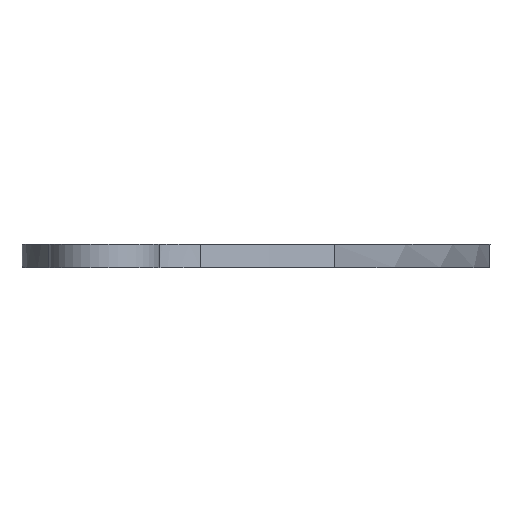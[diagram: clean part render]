
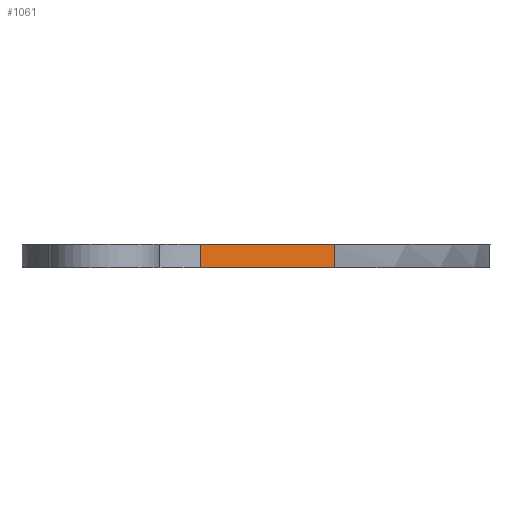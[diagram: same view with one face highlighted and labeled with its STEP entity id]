
A CAD part, left-side view. The second image highlights one B-rep face of the part: STEP entity #1061.
In plain terms, the highlighted free-form (B-spline) face has degree [3, 1] with [12, 2] control points.
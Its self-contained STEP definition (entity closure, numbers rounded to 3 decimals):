
#30=B_SPLINE_SURFACE_WITH_KNOTS('',3,1,((#3585,#3586),(#3587,#3588),(#3589,
#3590),(#3591,#3592),(#3593,#3594),(#3595,#3596),(#3597,#3598),(#3599,#3600),
(#3601,#3602),(#3603,#3604),(#3605,#3606),(#3607,#3608)),.UNSPECIFIED.,
 .F.,.F.,.F.,(4,1,1,1,1,1,1,1,1,4),(2,2),(0.,1.917,3.834,
7.667,11.334,15.,16.212,17.423,
18.325,19.227),(0.,1.081),.UNSPECIFIED.);
#80=B_SPLINE_CURVE_WITH_KNOTS('',3,(#1936,#1937,#1938,#1939,#1940,#1941),
 .UNSPECIFIED.,.F.,.F.,(4,1,1,4),(-12.523,-12.416,-11.488,
-9.311),.UNSPECIFIED.);
#96=B_SPLINE_CURVE_WITH_KNOTS('',3,(#2787,#2788,#2789,#2790,#2791,#2792),
 .UNSPECIFIED.,.F.,.F.,(4,1,1,4),(-8.626,-5.158,-3.679,
-3.508),.UNSPECIFIED.);
#170=FACE_OUTER_BOUND('',#240,.T.);
#240=EDGE_LOOP('',(#973,#974,#975,#976));
#300=LINE('',#3436,#375);
#305=LINE('',#3501,#380);
#375=VECTOR('',#1252,10.);
#380=VECTOR('',#1257,10.);
#449=VERTEX_POINT('',#1819);
#450=VERTEX_POINT('',#1935);
#494=VERTEX_POINT('',#2770);
#495=VERTEX_POINT('',#2786);
#559=EDGE_CURVE('',#450,#449,#80,.T.);
#613=EDGE_CURVE('',#495,#494,#96,.T.);
#660=EDGE_CURVE('',#494,#450,#300,.T.);
#665=EDGE_CURVE('',#449,#495,#305,.T.);
#973=ORIENTED_EDGE('',*,*,#660,.T.);
#974=ORIENTED_EDGE('',*,*,#559,.T.);
#975=ORIENTED_EDGE('',*,*,#665,.T.);
#976=ORIENTED_EDGE('',*,*,#613,.T.);
#1061=ADVANCED_FACE('',(#170),#30,.T.);
#1252=DIRECTION('',(0.,0.,-1.));
#1257=DIRECTION('',(0.,0.,1.));
#1819=CARTESIAN_POINT('',(92.086,56.255,0.));
#1935=CARTESIAN_POINT('',(70.883,92.557,0.));
#1936=CARTESIAN_POINT('Ctrl Pts',(70.883,92.557,0.));
#1937=CARTESIAN_POINT('Ctrl Pts',(71.152,92.108,0.));
#1938=CARTESIAN_POINT('Ctrl Pts',(73.68,87.791,0.));
#1939=CARTESIAN_POINT('Ctrl Pts',(79.978,76.243,0.));
#1940=CARTESIAN_POINT('Ctrl Pts',(86.364,63.8,0.));
#1941=CARTESIAN_POINT('Ctrl Pts',(92.086,56.255,0.));
#2770=CARTESIAN_POINT('',(70.883,92.557,6.3));
#2786=CARTESIAN_POINT('',(92.086,56.255,6.3));
#2787=CARTESIAN_POINT('Ctrl Pts',(92.086,56.255,6.3));
#2788=CARTESIAN_POINT('Ctrl Pts',(86.364,63.8,6.3));
#2789=CARTESIAN_POINT('Ctrl Pts',(79.978,76.243,6.3));
#2790=CARTESIAN_POINT('Ctrl Pts',(73.68,87.791,6.3));
#2791=CARTESIAN_POINT('Ctrl Pts',(71.152,92.108,6.3));
#2792=CARTESIAN_POINT('Ctrl Pts',(70.883,92.557,6.3));
#3436=CARTESIAN_POINT('',(70.883,92.557,6.3));
#3501=CARTESIAN_POINT('',(92.086,56.255,6.3));
#3585=CARTESIAN_POINT('Ctrl Pts',(199.023,2.631,7.656));
#3586=CARTESIAN_POINT('Ctrl Pts',(199.023,2.631,-3.159));
#3587=CARTESIAN_POINT('Ctrl Pts',(193.159,1.671,7.656));
#3588=CARTESIAN_POINT('Ctrl Pts',(193.159,1.671,-3.159));
#3589=CARTESIAN_POINT('Ctrl Pts',(179.917,6.799,7.656));
#3590=CARTESIAN_POINT('Ctrl Pts',(179.917,6.799,-3.159));
#3591=CARTESIAN_POINT('Ctrl Pts',(156.362,14.75,7.656));
#3592=CARTESIAN_POINT('Ctrl Pts',(156.362,14.75,-3.159));
#3593=CARTESIAN_POINT('Ctrl Pts',(128.403,29.484,7.656));
#3594=CARTESIAN_POINT('Ctrl Pts',(128.403,29.484,-3.159));
#3595=CARTESIAN_POINT('Ctrl Pts',(94.807,47.192,7.656));
#3596=CARTESIAN_POINT('Ctrl Pts',(94.807,47.192,-3.159));
#3597=CARTESIAN_POINT('Ctrl Pts',(81.216,73.973,7.656));
#3598=CARTESIAN_POINT('Ctrl Pts',(81.216,73.973,-3.159));
#3599=CARTESIAN_POINT('Ctrl Pts',(72.072,90.739,7.656));
#3600=CARTESIAN_POINT('Ctrl Pts',(72.072,90.739,-3.159));
#3601=CARTESIAN_POINT('Ctrl Pts',(64.89,102.508,7.656));
#3602=CARTESIAN_POINT('Ctrl Pts',(64.89,102.508,-3.159));
#3603=CARTESIAN_POINT('Ctrl Pts',(55.439,97.45,7.656));
#3604=CARTESIAN_POINT('Ctrl Pts',(55.439,97.45,-3.159));
#3605=CARTESIAN_POINT('Ctrl Pts',(49.242,95.426,7.656));
#3606=CARTESIAN_POINT('Ctrl Pts',(49.242,95.426,-3.159));
#3607=CARTESIAN_POINT('Ctrl Pts',(47.018,93.894,7.656));
#3608=CARTESIAN_POINT('Ctrl Pts',(47.018,93.894,-3.159));
